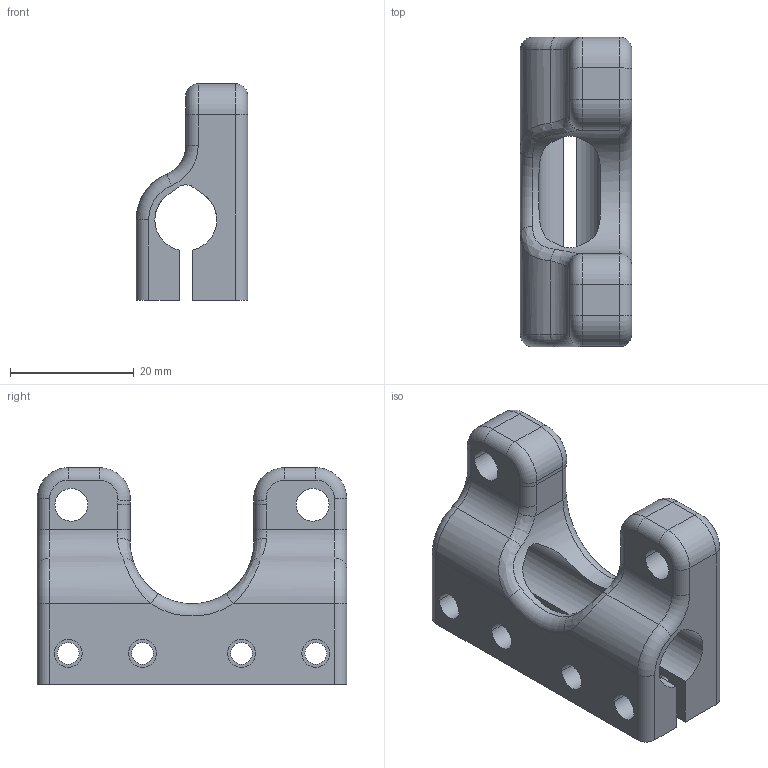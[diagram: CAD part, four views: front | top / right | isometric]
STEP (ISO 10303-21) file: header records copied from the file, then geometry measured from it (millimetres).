
FILE_DESCRIPTION (( 'STEP AP203' ), '1' );
FILE_NAME ('BearingConnect_2_Default_sldprt.STEP', '2023-12-01T14:25:59', ( '' ), ( '' ), 'SwSTEP 2.0', 'SolidWorks 2023', '' );
FILE_SCHEMA (( 'CONFIG_CONTROL_DESIGN' ));
Length unit declared in the file: millimetre
Products named in the file (1): BearingConnect_2_Default_sldprt
Bounding box: 18 x 50 x 35 mm (x, y, z)
Volume: 14420.8 mm3; surface area: 7936.9 mm2
Topology: 1 solids, 1 shells, 117 faces, 290 edges, 180 vertices
Faces by surface type: cylinder 67, plane 26, torus 20, bspline 4
Entity records: 4224 total; most frequent: CARTESIAN_POINT 1258, DIRECTION 648, ORIENTED_EDGE 576, EDGE_CURVE 288, AXIS2_PLACEMENT_3D 269, VERTEX_POINT 180, CIRCLE 155, EDGE_LOOP 146
